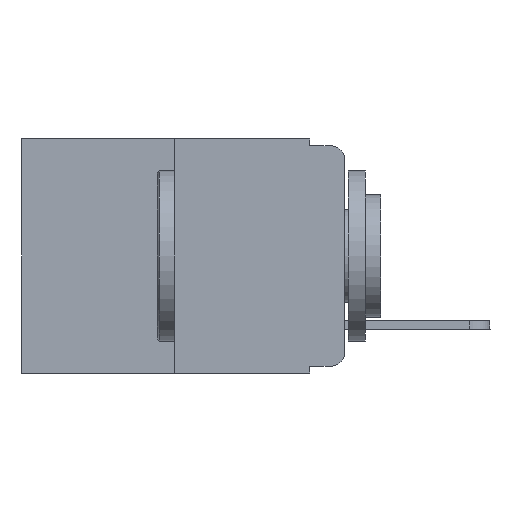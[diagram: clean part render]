
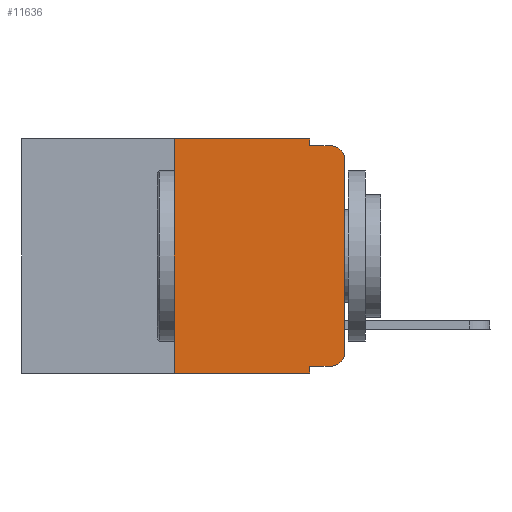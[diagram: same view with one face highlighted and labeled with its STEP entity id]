
A CAD part, left-side view. The second image highlights one B-rep face of the part: STEP entity #11636.
In plain terms, the highlighted planar face has unit normal (-1, 0, 0).
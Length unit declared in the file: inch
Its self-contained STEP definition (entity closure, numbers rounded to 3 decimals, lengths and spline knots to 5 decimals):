
#86 = VERTEX_POINT ( 'NONE', #8497 ) ;
#573 = VERTEX_POINT ( 'NONE', #8956 ) ;
#644 = CIRCLE ( 'NONE', #1620, 0.02 ) ;
#1138 = DIRECTION ( 'NONE',  ( 0., 0., 1. ) ) ;
#1265 = CARTESIAN_POINT ( 'NONE',  ( 0., 0., -0.313 ) ) ;
#1620 = AXIS2_PLACEMENT_3D ( 'NONE', #6592, #8213, #11393 ) ;
#1772 = FACE_OUTER_BOUND ( 'NONE', #5844, .T. ) ;
#2089 = LINE ( 'NONE', #3636, #9796 ) ;
#2126 = CARTESIAN_POINT ( 'NONE',  ( 0., 0.051, 0. ) ) ;
#2370 = CARTESIAN_POINT ( 'NONE',  ( 0., 0.473, 0. ) ) ;
#2590 = VERTEX_POINT ( 'NONE', #10363 ) ;
#3139 = EDGE_CURVE ( 'NONE', #11571, #16137, #4468, .T. ) ;
#3178 = VECTOR ( 'NONE', #12772, 39.37008 ) ;
#3636 = CARTESIAN_POINT ( 'NONE',  ( 0., 0.051, -0.01 ) ) ;
#3677 = ORIENTED_EDGE ( 'NONE', *, *, #13058, .F. ) ;
#3739 = VERTEX_POINT ( 'NONE', #12313 ) ;
#4468 = LINE ( 'NONE', #10708, #13549 ) ;
#4928 = EDGE_CURVE ( 'NONE', #13020, #16137, #7109, .T. ) ;
#5402 = EDGE_CURVE ( 'NONE', #8466, #573, #13320, .T. ) ;
#5748 = ORIENTED_EDGE ( 'NONE', *, *, #20186, .F. ) ;
#5844 = EDGE_LOOP ( 'NONE', ( #9017, #10615, #16583, #19360, #5748, #3677, #13954, #19902, #13927, #18709 ) ) ;
#6205 = DIRECTION ( 'NONE',  ( -1., 0., 0. ) ) ;
#6361 = CARTESIAN_POINT ( 'NONE',  ( 0., 0.051, -0.343 ) ) ;
#6494 = PLANE ( 'NONE',  #11101 ) ;
#6592 = CARTESIAN_POINT ( 'NONE',  ( 0., 0.02, -0.03 ) ) ;
#6879 = VERTEX_POINT ( 'NONE', #15566 ) ;
#6884 = EDGE_CURVE ( 'NONE', #11571, #2590, #15783, .T. ) ;
#7109 = LINE ( 'NONE', #11833, #16355 ) ;
#7855 = VECTOR ( 'NONE', #1138, 39.37008 ) ;
#8107 = VECTOR ( 'NONE', #12700, 39.37008 ) ;
#8213 = DIRECTION ( 'NONE',  ( -1., 0., 0. ) ) ;
#8323 = DIRECTION ( 'NONE',  ( 0., 0., -1. ) ) ;
#8331 = DIRECTION ( 'NONE',  ( 0., -1., 0. ) ) ;
#8403 = DIRECTION ( 'NONE',  ( 0., -1., 0. ) ) ;
#8466 = VERTEX_POINT ( 'NONE', #1265 ) ;
#8497 = CARTESIAN_POINT ( 'NONE',  ( 0., 0.02, -0.01 ) ) ;
#8907 = VECTOR ( 'NONE', #8403, 39.37008 ) ;
#8956 = CARTESIAN_POINT ( 'NONE',  ( 0., 0., -0.03 ) ) ;
#9017 = ORIENTED_EDGE ( 'NONE', *, *, #5402, .T. ) ;
#9796 = VECTOR ( 'NONE', #8331, 39.37008 ) ;
#9861 = DIRECTION ( 'NONE',  ( 1., 0., 0. ) ) ;
#10363 = CARTESIAN_POINT ( 'NONE',  ( 0., 0.02, -0.333 ) ) ;
#10464 = CIRCLE ( 'NONE', #17653, 0.02 ) ;
#10615 = ORIENTED_EDGE ( 'NONE', *, *, #17613, .T. ) ;
#10708 = CARTESIAN_POINT ( 'NONE',  ( 0., 0.051, 0. ) ) ;
#11101 = AXIS2_PLACEMENT_3D ( 'NONE', #11212, #9861, #8323 ) ;
#11212 = CARTESIAN_POINT ( 'NONE',  ( 0., 0.473, 0. ) ) ;
#11259 = LINE ( 'NONE', #2126, #3178 ) ;
#11393 = DIRECTION ( 'NONE',  ( 0., 0., -1. ) ) ;
#11571 = VERTEX_POINT ( 'NONE', #15804 ) ;
#11636 = ADVANCED_FACE ( 'NONE', ( #1772 ), #6494, .F. ) ;
#11764 = EDGE_CURVE ( 'NONE', #6879, #86, #2089, .T. ) ;
#11833 = CARTESIAN_POINT ( 'NONE',  ( 0., 0.473, -0.343 ) ) ;
#12313 = CARTESIAN_POINT ( 'NONE',  ( 0., 0.25, 0. ) ) ;
#12435 = DIRECTION ( 'NONE',  ( 0., 0., -1. ) ) ;
#12700 = DIRECTION ( 'NONE',  ( 0., -1., 0. ) ) ;
#12764 = DIRECTION ( 'NONE',  ( 0., 0., 1. ) ) ;
#12772 = DIRECTION ( 'NONE',  ( 0., 0., -1. ) ) ;
#12860 = LINE ( 'NONE', #14496, #13643 ) ;
#13020 = VERTEX_POINT ( 'NONE', #18913 ) ;
#13058 = EDGE_CURVE ( 'NONE', #13020, #3739, #12860, .T. ) ;
#13320 = LINE ( 'NONE', #16509, #7855 ) ;
#13549 = VECTOR ( 'NONE', #15723, 39.37008 ) ;
#13643 = VECTOR ( 'NONE', #12764, 39.37008 ) ;
#13927 = ORIENTED_EDGE ( 'NONE', *, *, #6884, .T. ) ;
#13954 = ORIENTED_EDGE ( 'NONE', *, *, #4928, .T. ) ;
#14328 = CARTESIAN_POINT ( 'NONE',  ( 0., 0.051, -0.333 ) ) ;
#14496 = CARTESIAN_POINT ( 'NONE',  ( 0., 0.25, 0. ) ) ;
#14640 = EDGE_CURVE ( 'NONE', #2590, #8466, #10464, .T. ) ;
#15556 = EDGE_CURVE ( 'NONE', #15567, #6879, #11259, .T. ) ;
#15566 = CARTESIAN_POINT ( 'NONE',  ( 0., 0.051, -0.01 ) ) ;
#15567 = VERTEX_POINT ( 'NONE', #18921 ) ;
#15723 = DIRECTION ( 'NONE',  ( 0., 0., -1. ) ) ;
#15783 = LINE ( 'NONE', #14328, #8107 ) ;
#15804 = CARTESIAN_POINT ( 'NONE',  ( 0., 0.051, -0.333 ) ) ;
#16137 = VERTEX_POINT ( 'NONE', #6361 ) ;
#16355 = VECTOR ( 'NONE', #17775, 39.37008 ) ;
#16509 = CARTESIAN_POINT ( 'NONE',  ( 0., 0., 0. ) ) ;
#16583 = ORIENTED_EDGE ( 'NONE', *, *, #11764, .F. ) ;
#17613 = EDGE_CURVE ( 'NONE', #573, #86, #644, .T. ) ;
#17653 = AXIS2_PLACEMENT_3D ( 'NONE', #20221, #6205, #12435 ) ;
#17775 = DIRECTION ( 'NONE',  ( 0., -1., 0. ) ) ;
#18709 = ORIENTED_EDGE ( 'NONE', *, *, #14640, .T. ) ;
#18913 = CARTESIAN_POINT ( 'NONE',  ( 0., 0.25, -0.343 ) ) ;
#18921 = CARTESIAN_POINT ( 'NONE',  ( 0., 0.051, 0. ) ) ;
#19360 = ORIENTED_EDGE ( 'NONE', *, *, #15556, .F. ) ;
#19376 = LINE ( 'NONE', #2370, #8907 ) ;
#19902 = ORIENTED_EDGE ( 'NONE', *, *, #3139, .F. ) ;
#20186 = EDGE_CURVE ( 'NONE', #3739, #15567, #19376, .T. ) ;
#20221 = CARTESIAN_POINT ( 'NONE',  ( 0., 0.02, -0.313 ) ) ;
